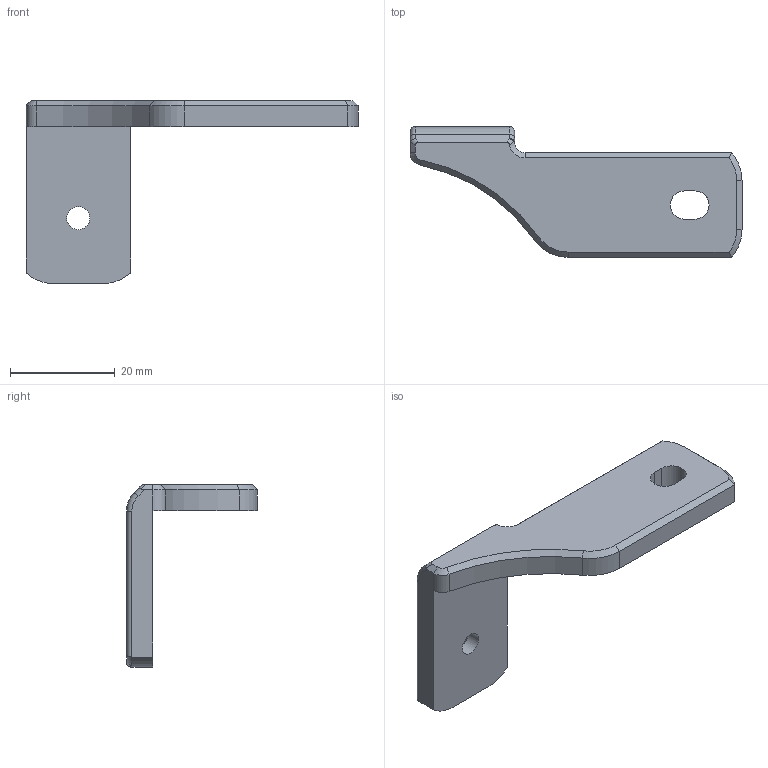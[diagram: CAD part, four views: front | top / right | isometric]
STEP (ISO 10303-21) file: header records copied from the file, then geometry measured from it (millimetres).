
FILE_DESCRIPTION(/* description */ (''),/* implementation_level */ '2;1');
FILE_NAME(/* name */ 'PS_stabilizerer.step',/* time_stamp */ '2022-05-21T20:09:47-07:00',/* author */ (''),/* organization */ (''),/* preprocessor_version */ 'ST-DEVELOPER v18.1',/* originating_system */ 'Autodesk Translation Framework v10.14.0.1471',/* authorisation */ '');
FILE_SCHEMA (('AUTOMOTIVE_DESIGN { 1 0 10303 214 3 1 1 }'));
Length unit declared in the file: millimetre
Products named in the file (1): PS_stabilizerer
Bounding box: 63.5 x 25 x 35 mm (x, y, z)
Volume: 7740.5 mm3; surface area: 4270.4 mm2
Topology: 1 solids, 1 shells, 48 faces, 118 edges, 72 vertices
Faces by surface type: cylinder 18, plane 17, cone 7, torus 4, bspline 2
Full cylindrical faces by diameter (mm): 4.4 x1
Entity records: 1537 total; most frequent: CARTESIAN_POINT 354, DIRECTION 247, ORIENTED_EDGE 236, EDGE_CURVE 118, AXIS2_PLACEMENT_3D 92, VERTEX_POINT 72, LINE 63, VECTOR 63
